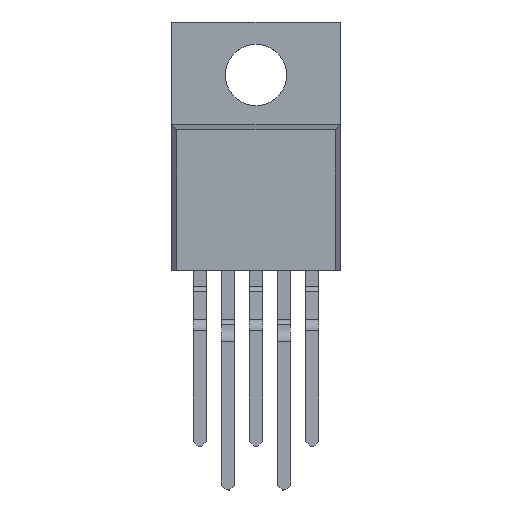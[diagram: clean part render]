
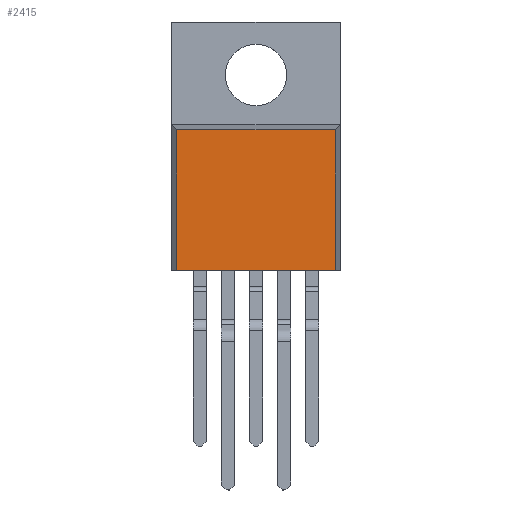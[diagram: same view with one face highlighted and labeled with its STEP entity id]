
A CAD part, top view. The second image highlights one B-rep face of the part: STEP entity #2415.
In plain terms, the highlighted planar face has unit normal (0, 0, 1).
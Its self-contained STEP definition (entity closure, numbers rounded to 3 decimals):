
#52 = DIRECTION ( 'NONE',  ( -1., 0., 0. ) ) ;
#60 = DIRECTION ( 'NONE',  ( 0., -1., 0. ) ) ;
#147 = ORIENTED_EDGE ( 'NONE', *, *, #1268, .T. ) ;
#460 = VERTEX_POINT ( 'NONE', #1145 ) ;
#464 = DIRECTION ( 'NONE',  ( 1., 0., 0. ) ) ;
#556 = VERTEX_POINT ( 'NONE', #1854 ) ;
#772 = LINE ( 'NONE', #3131, #3343 ) ;
#834 = VECTOR ( 'NONE', #464, 1000. ) ;
#835 = EDGE_CURVE ( 'NONE', #2460, #2020, #772, .T. ) ;
#992 = CARTESIAN_POINT ( 'NONE',  ( -4.8, 8.474, 4.4 ) ) ;
#1048 = EDGE_LOOP ( 'NONE', ( #1547, #1554, #1985, #147 ) ) ;
#1107 = DIRECTION ( 'NONE',  ( -1., 0., 0. ) ) ;
#1145 = CARTESIAN_POINT ( 'NONE',  ( 4.8, 0., 4.4 ) ) ;
#1268 = EDGE_CURVE ( 'NONE', #556, #460, #1744, .T. ) ;
#1547 = ORIENTED_EDGE ( 'NONE', *, *, #1690, .F. ) ;
#1554 = ORIENTED_EDGE ( 'NONE', *, *, #835, .T. ) ;
#1690 = EDGE_CURVE ( 'NONE', #2460, #460, #1822, .T. ) ;
#1744 = LINE ( 'NONE', #4200, #834 ) ;
#1758 = PLANE ( 'NONE',  #3493 ) ;
#1760 = LINE ( 'NONE', #2625, #3438 ) ;
#1822 = LINE ( 'NONE', #2110, #3607 ) ;
#1854 = CARTESIAN_POINT ( 'NONE',  ( -4.8, 0., 4.4 ) ) ;
#1889 = EDGE_CURVE ( 'NONE', #2020, #556, #1760, .T. ) ;
#1985 = ORIENTED_EDGE ( 'NONE', *, *, #1889, .T. ) ;
#2020 = VERTEX_POINT ( 'NONE', #992 ) ;
#2101 = DIRECTION ( 'NONE',  ( 0., 0., -1. ) ) ;
#2110 = CARTESIAN_POINT ( 'NONE',  ( 4.8, 19.905, 4.4 ) ) ;
#2410 = FACE_OUTER_BOUND ( 'NONE', #1048, .T. ) ;
#2415 = ADVANCED_FACE ( 'NONE', ( #2410 ), #1758, .F. ) ;
#2460 = VERTEX_POINT ( 'NONE', #2967 ) ;
#2625 = CARTESIAN_POINT ( 'NONE',  ( -4.8, 19.905, 4.4 ) ) ;
#2966 = DIRECTION ( 'NONE',  ( 0., -1., 0. ) ) ;
#2967 = CARTESIAN_POINT ( 'NONE',  ( 4.8, 8.474, 4.4 ) ) ;
#3131 = CARTESIAN_POINT ( 'NONE',  ( -4.8, 8.474, 4.4 ) ) ;
#3343 = VECTOR ( 'NONE', #1107, 1000. ) ;
#3438 = VECTOR ( 'NONE', #2966, 1000. ) ;
#3493 = AXIS2_PLACEMENT_3D ( 'NONE', #4154, #2101, #52 ) ;
#3607 = VECTOR ( 'NONE', #60, 1000. ) ;
#4154 = CARTESIAN_POINT ( 'NONE',  ( -4.8, 19.905, 4.4 ) ) ;
#4200 = CARTESIAN_POINT ( 'NONE',  ( -4.8, 0., 4.4 ) ) ;
